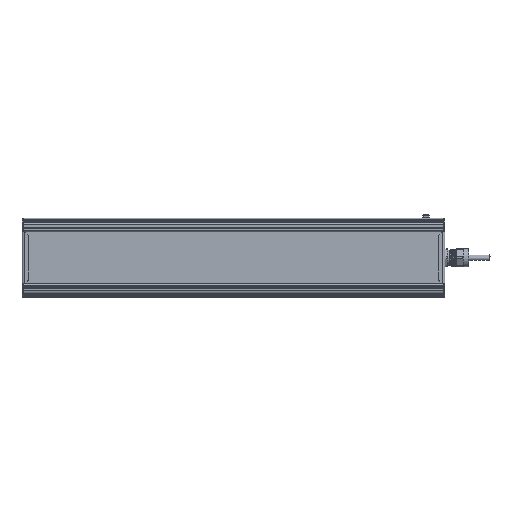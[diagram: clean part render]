
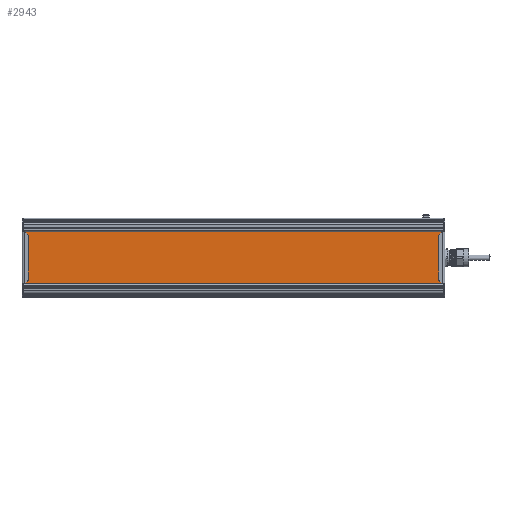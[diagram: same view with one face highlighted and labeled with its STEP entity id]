
A CAD part, front view. The second image highlights one B-rep face of the part: STEP entity #2943.
In plain terms, the highlighted face is planar.
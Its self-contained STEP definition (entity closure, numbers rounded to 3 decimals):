
#2943=ADVANCED_FACE('',(#9362),#9364,.T.);
#9362=FACE_BOUND('',#9363,.T.);
#9363=EDGE_LOOP('',(#31606,#31607,#31608,#31609));
#9364=PLANE('',#9365);
#9365=AXIS2_PLACEMENT_3D('',#9366,#9367,#9368);
#9366=CARTESIAN_POINT('',(120.465,593.492,117.308));
#9367=DIRECTION('',(0.,0.,-1.));
#9368=DIRECTION('',(0.,1.,0.));
#31606=ORIENTED_EDGE('',*,*,#35379,.T.);
#31607=ORIENTED_EDGE('',*,*,#35378,.T.);
#31608=ORIENTED_EDGE('',*,*,#35380,.F.);
#31609=ORIENTED_EDGE('',*,*,#35381,.F.);
#35378=EDGE_CURVE('',#38331,#38336,#38338,.T.);
#35379=EDGE_CURVE('',#38339,#38331,#38340,.T.);
#35380=EDGE_CURVE('',#38341,#38336,#38342,.T.);
#35381=EDGE_CURVE('',#38339,#38341,#38343,.T.);
#38331=VERTEX_POINT('',#48082);
#38336=VERTEX_POINT('',#48091);
#38338=LINE('',#48095,#48096);
#38339=VERTEX_POINT('',#48098);
#38340=LINE('',#48099,#48100);
#38341=VERTEX_POINT('',#48102);
#38342=LINE('',#48103,#48104);
#38343=LINE('',#48106,#48107);
#48082=CARTESIAN_POINT('',(120.465,679.838,117.308));
#48091=CARTESIAN_POINT('',(716.465,679.838,117.308));
#48095=CARTESIAN_POINT('',(120.465,679.838,117.308));
#48096=VECTOR('',#48097,1.);
#48097=DIRECTION('',(1.,0.,0.));
#48098=CARTESIAN_POINT('',(120.465,593.492,117.308));
#48099=CARTESIAN_POINT('',(120.465,593.492,117.308));
#48100=VECTOR('',#48101,1.);
#48101=DIRECTION('',(0.,1.,0.));
#48102=CARTESIAN_POINT('',(716.465,593.492,117.308));
#48103=CARTESIAN_POINT('',(716.465,593.492,117.308));
#48104=VECTOR('',#48105,1.);
#48105=DIRECTION('',(0.,1.,0.));
#48106=CARTESIAN_POINT('',(120.465,593.492,117.308));
#48107=VECTOR('',#48108,1.);
#48108=DIRECTION('',(1.,0.,0.));
